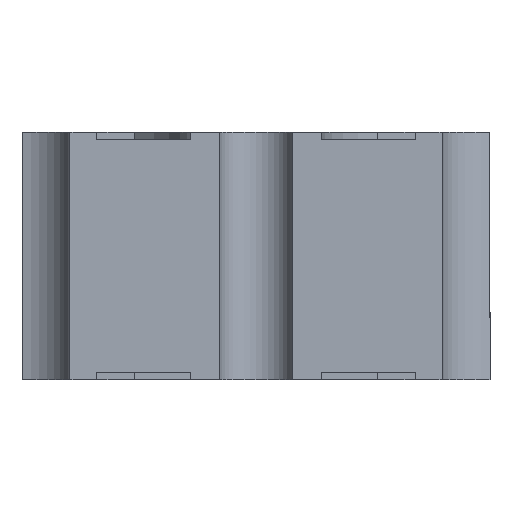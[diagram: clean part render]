
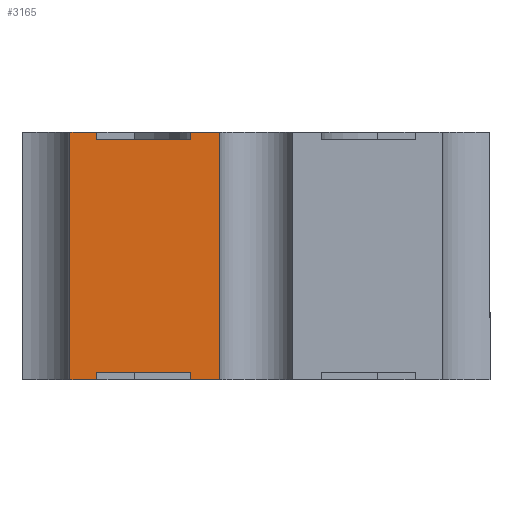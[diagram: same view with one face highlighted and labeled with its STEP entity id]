
A CAD part, left-side view. The second image highlights one B-rep face of the part: STEP entity #3165.
In plain terms, the highlighted planar face has unit normal (-1, 0, 0).
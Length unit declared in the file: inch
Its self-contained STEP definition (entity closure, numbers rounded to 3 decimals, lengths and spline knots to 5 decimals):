
#59 = DIRECTION ( 'NONE',  ( 0., 0., -1. ) ) ;
#119 = DIRECTION ( 'NONE',  ( 0., 0., 1. ) ) ;
#269 = DIRECTION ( 'NONE',  ( 0., 0., -1. ) ) ;
#297 = VECTOR ( 'NONE', #5199, 39.37008 ) ;
#494 = LINE ( 'NONE', #7174, #1288 ) ;
#543 = DIRECTION ( 'NONE',  ( 0., 1., 0. ) ) ;
#566 = ORIENTED_EDGE ( 'NONE', *, *, #4956, .F. ) ;
#705 = CARTESIAN_POINT ( 'NONE',  ( -0.1, 0.0425, 0.002 ) ) ;
#781 = VERTEX_POINT ( 'NONE', #8006 ) ;
#957 = VERTEX_POINT ( 'NONE', #7079 ) ;
#971 = AXIS2_PLACEMENT_3D ( 'NONE', #5732, #3920, #59 ) ;
#1077 = CARTESIAN_POINT ( 'NONE',  ( -0.1, 0.00968, 0. ) ) ;
#1119 = LINE ( 'NONE', #2008, #8925 ) ;
#1247 = DIRECTION ( 'NONE',  ( 0., 0., -1. ) ) ;
#1263 = ORIENTED_EDGE ( 'NONE', *, *, #1496, .F. ) ;
#1288 = VECTOR ( 'NONE', #7109, 39.37008 ) ;
#1496 = EDGE_CURVE ( 'NONE', #781, #6248, #5508, .T. ) ;
#1502 = CARTESIAN_POINT ( 'NONE',  ( -0.1, 0.00968, 0. ) ) ;
#1559 = EDGE_CURVE ( 'NONE', #5487, #4661, #4951, .T. ) ;
#1992 = LINE ( 'NONE', #11630, #11441 ) ;
#2008 = CARTESIAN_POINT ( 'NONE',  ( -0.1, 0.0175, 0.064 ) ) ;
#2033 = CARTESIAN_POINT ( 'NONE',  ( -0.1, 0.0175, 0.002 ) ) ;
#2102 = CARTESIAN_POINT ( 'NONE',  ( -0.1, 0.0175, 0.002 ) ) ;
#2149 = CARTESIAN_POINT ( 'NONE',  ( -0.1, 0.0175, 0.066 ) ) ;
#2178 = EDGE_LOOP ( 'NONE', ( #566, #5066, #4637, #2940, #4191, #11144, #1263, #6573, #7980, #3590, #5111, #4110 ) ) ;
#2350 = CARTESIAN_POINT ( 'NONE',  ( -0.1, 0., 0.066 ) ) ;
#2354 = VECTOR ( 'NONE', #3609, 39.37008 ) ;
#2904 = DIRECTION ( 'NONE',  ( 0., -1., 0. ) ) ;
#2940 = ORIENTED_EDGE ( 'NONE', *, *, #3931, .T. ) ;
#3165 = ADVANCED_FACE ( 'NONE', ( #9471 ), #7477, .F. ) ;
#3390 = CARTESIAN_POINT ( 'NONE',  ( -0.1, 0., 0.064 ) ) ;
#3590 = ORIENTED_EDGE ( 'NONE', *, *, #6425, .T. ) ;
#3609 = DIRECTION ( 'NONE',  ( 0., -1., 0. ) ) ;
#3765 = DIRECTION ( 'NONE',  ( 0., 0., -1. ) ) ;
#3920 = DIRECTION ( 'NONE',  ( 1., 0., 0. ) ) ;
#3931 = EDGE_CURVE ( 'NONE', #957, #7276, #7095, .T. ) ;
#3956 = CARTESIAN_POINT ( 'NONE',  ( -0.1, 0.0425, 0. ) ) ;
#4110 = ORIENTED_EDGE ( 'NONE', *, *, #8606, .T. ) ;
#4181 = CARTESIAN_POINT ( 'NONE',  ( -0.1, 0.0497, 0.002 ) ) ;
#4191 = ORIENTED_EDGE ( 'NONE', *, *, #10618, .T. ) ;
#4616 = CARTESIAN_POINT ( 'NONE',  ( -0.1, 0.0175, 0.002 ) ) ;
#4637 = ORIENTED_EDGE ( 'NONE', *, *, #5995, .T. ) ;
#4661 = VERTEX_POINT ( 'NONE', #6295 ) ;
#4908 = DIRECTION ( 'NONE',  ( 0., 0., 1. ) ) ;
#4947 = VERTEX_POINT ( 'NONE', #10523 ) ;
#4951 = LINE ( 'NONE', #2033, #12026 ) ;
#4956 = EDGE_CURVE ( 'NONE', #8471, #10399, #1119, .T. ) ;
#5066 = ORIENTED_EDGE ( 'NONE', *, *, #8971, .T. ) ;
#5111 = ORIENTED_EDGE ( 'NONE', *, *, #8358, .F. ) ;
#5199 = DIRECTION ( 'NONE',  ( 0., -1., 0. ) ) ;
#5360 = LINE ( 'NONE', #1502, #2354 ) ;
#5487 = VERTEX_POINT ( 'NONE', #4616 ) ;
#5508 = LINE ( 'NONE', #705, #7661 ) ;
#5732 = CARTESIAN_POINT ( 'NONE',  ( -0.1, 0.00968, 0.002 ) ) ;
#5995 = EDGE_CURVE ( 'NONE', #6515, #957, #1992, .T. ) ;
#6173 = LINE ( 'NONE', #4181, #10284 ) ;
#6248 = VERTEX_POINT ( 'NONE', #3956 ) ;
#6287 = EDGE_CURVE ( 'NONE', #781, #5487, #10491, .T. ) ;
#6295 = CARTESIAN_POINT ( 'NONE',  ( -0.1, 0.0175, 0. ) ) ;
#6425 = EDGE_CURVE ( 'NONE', #4661, #6742, #7072, .T. ) ;
#6515 = VERTEX_POINT ( 'NONE', #9242 ) ;
#6573 = ORIENTED_EDGE ( 'NONE', *, *, #6287, .T. ) ;
#6708 = VECTOR ( 'NONE', #9183, 39.37008 ) ;
#6742 = VERTEX_POINT ( 'NONE', #1077 ) ;
#7072 = LINE ( 'NONE', #7194, #297 ) ;
#7079 = CARTESIAN_POINT ( 'NONE',  ( -0.1, 0.0425, 0.066 ) ) ;
#7095 = LINE ( 'NONE', #10885, #12315 ) ;
#7109 = DIRECTION ( 'NONE',  ( 0., 0., -1. ) ) ;
#7174 = CARTESIAN_POINT ( 'NONE',  ( -0.1, 0.00968, 0.002 ) ) ;
#7194 = CARTESIAN_POINT ( 'NONE',  ( -0.1, 0.00968, 0. ) ) ;
#7276 = VERTEX_POINT ( 'NONE', #8843 ) ;
#7477 = PLANE ( 'NONE',  #971 ) ;
#7661 = VECTOR ( 'NONE', #3765, 39.37008 ) ;
#7703 = CARTESIAN_POINT ( 'NONE',  ( -0.1, 0.0497, 0. ) ) ;
#7980 = ORIENTED_EDGE ( 'NONE', *, *, #1559, .T. ) ;
#8006 = CARTESIAN_POINT ( 'NONE',  ( -0.1, 0.0425, 0.002 ) ) ;
#8017 = LINE ( 'NONE', #2350, #10833 ) ;
#8358 = EDGE_CURVE ( 'NONE', #4947, #6742, #494, .T. ) ;
#8471 = VERTEX_POINT ( 'NONE', #11563 ) ;
#8606 = EDGE_CURVE ( 'NONE', #4947, #10399, #8017, .T. ) ;
#8677 = VECTOR ( 'NONE', #2904, 39.37008 ) ;
#8843 = CARTESIAN_POINT ( 'NONE',  ( -0.1, 0.0497, 0.066 ) ) ;
#8925 = VECTOR ( 'NONE', #119, 39.37008 ) ;
#8971 = EDGE_CURVE ( 'NONE', #8471, #6515, #10102, .T. ) ;
#9183 = DIRECTION ( 'NONE',  ( 0., 1., 0. ) ) ;
#9242 = CARTESIAN_POINT ( 'NONE',  ( -0.1, 0.0425, 0.064 ) ) ;
#9471 = FACE_OUTER_BOUND ( 'NONE', #2178, .T. ) ;
#9817 = DIRECTION ( 'NONE',  ( 0., 1., 0. ) ) ;
#10042 = VERTEX_POINT ( 'NONE', #7703 ) ;
#10102 = LINE ( 'NONE', #3390, #6708 ) ;
#10284 = VECTOR ( 'NONE', #1247, 39.37008 ) ;
#10399 = VERTEX_POINT ( 'NONE', #2149 ) ;
#10491 = LINE ( 'NONE', #2102, #8677 ) ;
#10523 = CARTESIAN_POINT ( 'NONE',  ( -0.1, 0.00968, 0.066 ) ) ;
#10618 = EDGE_CURVE ( 'NONE', #7276, #10042, #6173, .T. ) ;
#10833 = VECTOR ( 'NONE', #9817, 39.37008 ) ;
#10885 = CARTESIAN_POINT ( 'NONE',  ( -0.1, 0., 0.066 ) ) ;
#11144 = ORIENTED_EDGE ( 'NONE', *, *, #11456, .T. ) ;
#11441 = VECTOR ( 'NONE', #4908, 39.37008 ) ;
#11456 = EDGE_CURVE ( 'NONE', #10042, #6248, #5360, .T. ) ;
#11563 = CARTESIAN_POINT ( 'NONE',  ( -0.1, 0.0175, 0.064 ) ) ;
#11630 = CARTESIAN_POINT ( 'NONE',  ( -0.1, 0.0425, 0.064 ) ) ;
#12026 = VECTOR ( 'NONE', #269, 39.37008 ) ;
#12315 = VECTOR ( 'NONE', #543, 39.37008 ) ;
